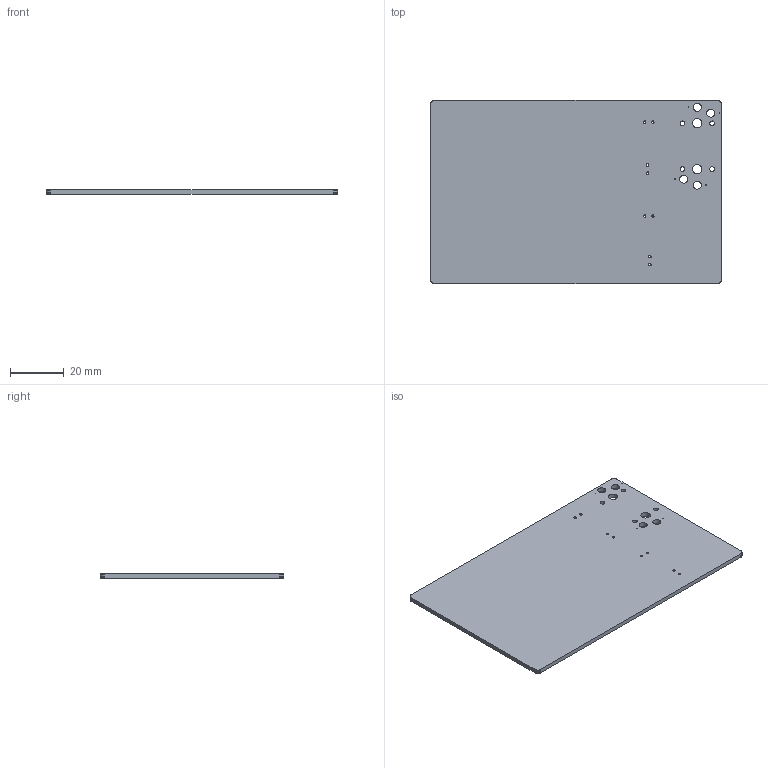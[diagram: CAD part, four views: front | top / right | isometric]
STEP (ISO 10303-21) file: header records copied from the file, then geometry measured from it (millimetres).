
FILE_DESCRIPTION(('KiCad electronic assembly'),'2;1');
FILE_NAME('test.step','2023-02-22T16:27:08',('Pcbnew'),('Kicad'), 'Open CASCADE STEP processor 7.6','KiCad to STEP converter','Unknown' );
FILE_SCHEMA(('AUTOMOTIVE_DESIGN { 1 0 10303 214 1 1 1 1 }'));
Length unit declared in the file: millimetre
Products named in the file (2): test 1; PCB
Assembly tree (1 placements, depth 2):
  test 1
    PCB
Bounding box: 108 x 68 x 1.6 mm (x, y, z)
Volume: 11649.3 mm3; surface area: 15291.9 mm2
Topology: 1 solids, 1 shells, 68 faces, 198 edges, 132 vertices
Faces by surface type: plane 46, cylinder 22
Full cylindrical faces by diameter (mm): 0.3 x4, 0.9 x8, 1.702 x4, 3 x4, 3.429 x2
Entity records: 5087 total; most frequent: CARTESIAN_POINT 1060, DIRECTION 734, LINE 506, VECTOR 506, ORIENTED_EDGE 396, PCURVE 396, DEFINITIONAL_REPRESENTATION 396, EDGE_CURVE 198
